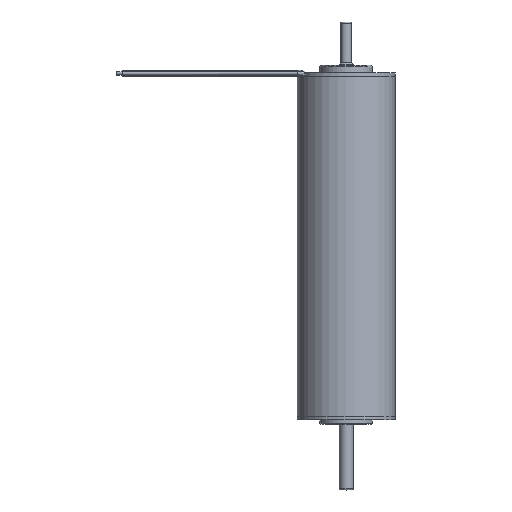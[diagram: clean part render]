
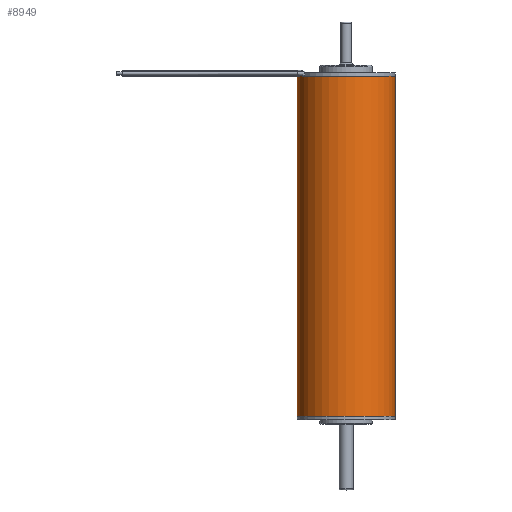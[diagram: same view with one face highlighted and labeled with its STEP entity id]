
A CAD part, top view. The second image highlights one B-rep face of the part: STEP entity #8949.
In plain terms, the highlighted cylindrical face has radius 14 mm (diameter 28 mm), a full revolution.
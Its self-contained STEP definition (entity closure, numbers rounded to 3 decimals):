
#206 = CARTESIAN_POINT ( 'NONE',  ( 0., -97., 14. ) ) ;
#611 = DIRECTION ( 'NONE',  ( 0., 0., 1. ) ) ;
#976 = AXIS2_PLACEMENT_3D ( 'NONE', #11418, #3996, #7105 ) ;
#1058 = EDGE_CURVE ( 'NONE', #1602, #1602, #9753, .T. ) ;
#1358 = DIRECTION ( 'NONE',  ( 0., 1., 0. ) ) ;
#1602 = VERTEX_POINT ( 'NONE', #11613 ) ;
#2119 = DIRECTION ( 'NONE',  ( 0., 0., 1. ) ) ;
#2297 = VERTEX_POINT ( 'NONE', #206 ) ;
#2464 = DIRECTION ( 'NONE',  ( 0., 1., 0. ) ) ;
#3547 = ORIENTED_EDGE ( 'NONE', *, *, #8838, .T. ) ;
#3945 = CIRCLE ( 'NONE', #6059, 14. ) ;
#3996 = DIRECTION ( 'NONE',  ( 0., 1., 0. ) ) ;
#6059 = AXIS2_PLACEMENT_3D ( 'NONE', #7839, #1358, #2119 ) ;
#7105 = DIRECTION ( 'NONE',  ( 0., 0., 1. ) ) ;
#7839 = CARTESIAN_POINT ( 'NONE',  ( 0., -97., 0. ) ) ;
#8838 = EDGE_CURVE ( 'NONE', #2297, #2297, #3945, .T. ) ;
#8949 = ADVANCED_FACE ( 'NONE', ( #11616, #11668 ), #9799, .T. ) ;
#9401 = AXIS2_PLACEMENT_3D ( 'NONE', #10818, #2464, #611 ) ;
#9439 = ORIENTED_EDGE ( 'NONE', *, *, #1058, .F. ) ;
#9456 = EDGE_LOOP ( 'NONE', ( #9439 ) ) ;
#9753 = CIRCLE ( 'NONE', #976, 14. ) ;
#9799 = CYLINDRICAL_SURFACE ( 'NONE', #9401, 14. ) ;
#10818 = CARTESIAN_POINT ( 'NONE',  ( 0., 0., 0. ) ) ;
#11418 = CARTESIAN_POINT ( 'NONE',  ( 0., 0., 0. ) ) ;
#11613 = CARTESIAN_POINT ( 'NONE',  ( 0., 0., 14. ) ) ;
#11616 = FACE_OUTER_BOUND ( 'NONE', #9456, .T. ) ;
#11668 = FACE_OUTER_BOUND ( 'NONE', #11769, .T. ) ;
#11769 = EDGE_LOOP ( 'NONE', ( #3547 ) ) ;
